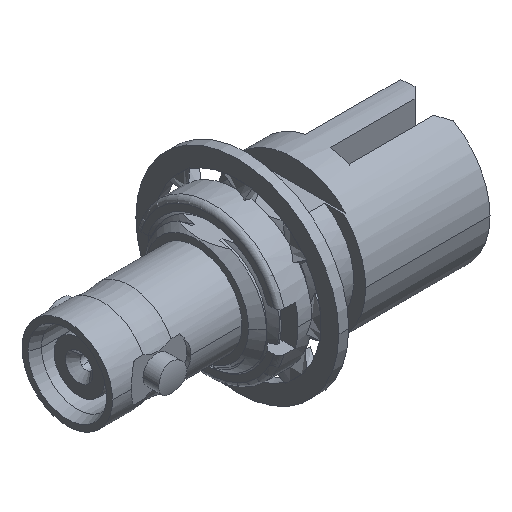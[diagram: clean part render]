
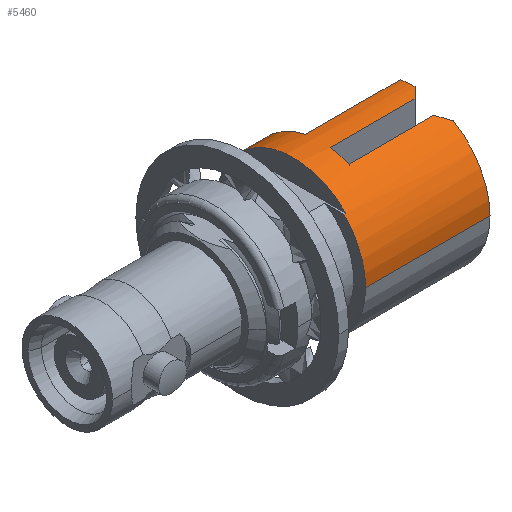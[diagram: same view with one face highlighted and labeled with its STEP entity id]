
A CAD part, isometric view. The second image highlights one B-rep face of the part: STEP entity #5460.
In plain terms, the highlighted cylindrical face has radius 3.75 mm (diameter 7.5 mm), a partial arc.
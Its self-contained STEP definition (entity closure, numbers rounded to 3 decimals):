
#9=CARTESIAN_POINT('',(2.6,0.,0.));
#10=DIRECTION('',(-1.,0.,0.));
#11=DIRECTION('',(0.,-0.708,0.707));
#12=AXIS2_PLACEMENT_3D('',#9,#10,#11);
#14=DIRECTION('',(-1.,0.,0.));
#15=VECTOR('',#14,0.1);
#16=CARTESIAN_POINT('',(2.6,2.653,2.65));
#17=LINE('',#16,#15);
#18=CARTESIAN_POINT('',(2.5,0.,0.));
#19=DIRECTION('',(1.,0.,0.));
#20=DIRECTION('',(0.,1.,0.));
#21=AXIS2_PLACEMENT_3D('',#18,#19,#20);
#23=DIRECTION('',(-1.,0.,0.));
#24=VECTOR('',#23,1.5);
#25=CARTESIAN_POINT('',(4.,3.75,0.));
#26=LINE('',#25,#24);
#27=CARTESIAN_POINT('',(4.,0.,0.));
#28=DIRECTION('',(-1.,0.,0.));
#29=DIRECTION('',(0.,0.205,0.979));
#30=AXIS2_PLACEMENT_3D('',#27,#28,#29);
#32=DIRECTION('',(-1.,0.,0.));
#33=VECTOR('',#32,4.75);
#34=CARTESIAN_POINT('',(8.75,0.77,3.67));
#35=LINE('',#34,#33);
#36=CARTESIAN_POINT('',(8.75,0.,0.));
#37=DIRECTION('',(1.,0.,0.));
#38=DIRECTION('',(0.,0.205,0.979));
#39=AXIS2_PLACEMENT_3D('',#36,#37,#38);
#41=CARTESIAN_POINT('',(8.25,-0.48,3.719));
#42=CARTESIAN_POINT('',(8.416,-0.314,3.741));
#43=CARTESIAN_POINT('',(8.583,-0.147,3.751));
#44=CARTESIAN_POINT('',(8.75,0.02,3.75));
#46=DIRECTION('',(-1.,0.,0.));
#47=VECTOR('',#46,4.25);
#48=CARTESIAN_POINT('',(8.25,-0.48,3.719));
#49=LINE('',#48,#47);
#50=CARTESIAN_POINT('',(4.,0.,0.));
#51=DIRECTION('',(-1.,0.,0.));
#52=DIRECTION('',(0.,-0.379,0.926));
#53=AXIS2_PLACEMENT_3D('',#50,#51,#52);
#55=DIRECTION('',(-1.,0.,0.));
#56=VECTOR('',#55,4.25);
#57=CARTESIAN_POINT('',(8.25,-1.42,3.471));
#58=LINE('',#57,#56);
#59=CARTESIAN_POINT('',(8.75,-1.92,3.221));
#60=CARTESIAN_POINT('',(8.587,-1.757,3.318));
#61=CARTESIAN_POINT('',(8.42,-1.59,3.401));
#62=CARTESIAN_POINT('',(8.25,-1.42,3.471));
#64=CARTESIAN_POINT('',(8.75,0.,0.));
#65=DIRECTION('',(1.,0.,0.));
#66=DIRECTION('',(0.,-0.512,0.859));
#67=AXIS2_PLACEMENT_3D('',#64,#65,#66);
#69=DIRECTION('',(-1.,0.,0.));
#70=VECTOR('',#69,6.25);
#71=CARTESIAN_POINT('',(8.75,-3.75,0.));
#72=LINE('',#71,#70);
#73=CARTESIAN_POINT('',(2.5,0.,0.));
#74=DIRECTION('',(1.,0.,0.));
#75=DIRECTION('',(0.,-0.708,0.707));
#76=AXIS2_PLACEMENT_3D('',#73,#74,#75);
#78=DIRECTION('',(-1.,0.,0.));
#79=VECTOR('',#78,0.1);
#80=CARTESIAN_POINT('',(2.6,-2.653,2.65));
#81=LINE('',#80,#79);
#4700=CARTESIAN_POINT('',(4.,3.75,0.));
#4702=VERTEX_POINT('',#4700);
#4706=CARTESIAN_POINT('',(4.,0.77,3.67));
#4707=VERTEX_POINT('',#4706);
#4708=CARTESIAN_POINT('',(8.75,0.77,3.67));
#4709=VERTEX_POINT('',#4708);
#4730=CARTESIAN_POINT('',(2.5,-3.75,0.));
#4731=CARTESIAN_POINT('',(2.5,3.75,0.));
#4732=VERTEX_POINT('',#4730);
#4733=VERTEX_POINT('',#4731);
#4734=CARTESIAN_POINT('',(8.75,-3.75,0.));
#4735=VERTEX_POINT('',#4734);
#4820=CARTESIAN_POINT('',(4.,-1.42,3.471));
#4821=CARTESIAN_POINT('',(4.,-0.48,3.719));
#4822=VERTEX_POINT('',#4820);
#4823=VERTEX_POINT('',#4821);
#4826=CARTESIAN_POINT('',(8.25,-0.48,3.719));
#4827=VERTEX_POINT('',#4826);
#4828=VERTEX_POINT('',#44);
#4835=VERTEX_POINT('',#59);
#4836=VERTEX_POINT('',#62);
#4885=CARTESIAN_POINT('',(2.6,-2.653,2.65));
#4886=CARTESIAN_POINT('',(2.6,2.653,2.65));
#4887=VERTEX_POINT('',#4885);
#4888=VERTEX_POINT('',#4886);
#4889=CARTESIAN_POINT('',(2.5,-2.653,2.65));
#4890=VERTEX_POINT('',#4889);
#4891=CARTESIAN_POINT('',(2.5,2.653,2.65));
#4892=VERTEX_POINT('',#4891);
#5423=CARTESIAN_POINT('',(0.,0.,0.));
#5424=DIRECTION('',(-1.,0.,0.));
#5425=DIRECTION('',(0.,1.,0.));
#5426=AXIS2_PLACEMENT_3D('',#5423,#5424,#5425);
#5427=CYLINDRICAL_SURFACE('',#5426,3.75);
#5429=ORIENTED_EDGE('',*,*,#5428,.T.);
#5431=ORIENTED_EDGE('',*,*,#5430,.T.);
#5433=ORIENTED_EDGE('',*,*,#5432,.F.);
#5435=ORIENTED_EDGE('',*,*,#5434,.F.);
#5437=ORIENTED_EDGE('',*,*,#5436,.F.);
#5439=ORIENTED_EDGE('',*,*,#5438,.F.);
#5441=ORIENTED_EDGE('',*,*,#5440,.T.);
#5443=ORIENTED_EDGE('',*,*,#5442,.F.);
#5445=ORIENTED_EDGE('',*,*,#5444,.T.);
#5447=ORIENTED_EDGE('',*,*,#5446,.F.);
#5449=ORIENTED_EDGE('',*,*,#5448,.F.);
#5450=ORIENTED_EDGE('',*,*,#5413,.F.);
#5451=ORIENTED_EDGE('',*,*,#5403,.T.);
#5453=ORIENTED_EDGE('',*,*,#5452,.T.);
#5455=ORIENTED_EDGE('',*,*,#5454,.F.);
#5457=ORIENTED_EDGE('',*,*,#5456,.F.);
#5458=EDGE_LOOP('',(#5429,#5431,#5433,#5435,#5437,#5439,#5441,#5443,#5445,#5447,
#5449,#5450,#5451,#5453,#5455,#5457));
#5459=FACE_OUTER_BOUND('',#5458,.F.);
#5460=ADVANCED_FACE('',(#5459),#5427,.T.);
#13=CIRCLE('',#12,3.75);
#22=CIRCLE('',#21,3.75);
#31=CIRCLE('',#30,3.75);
#40=CIRCLE('',#39,3.75);
#45=B_SPLINE_CURVE_WITH_KNOTS('',3,(#41,#42,#43,#44),.UNSPECIFIED.,.F.,.F.,(4,
4),(0.,1.),.UNSPECIFIED.);
#54=CIRCLE('',#53,3.75);
#63=B_SPLINE_CURVE_WITH_KNOTS('',3,(#59,#60,#61,#62),.UNSPECIFIED.,.F.,.F.,(4,
4),(0.,1.),.UNSPECIFIED.);
#68=CIRCLE('',#67,3.75);
#77=CIRCLE('',#76,3.75);
#5403=EDGE_CURVE('',#4835,#4735,#68,.T.);
#5413=EDGE_CURVE('',#4835,#4836,#63,.T.);
#5428=EDGE_CURVE('',#4887,#4888,#13,.T.);
#5430=EDGE_CURVE('',#4888,#4892,#17,.T.);
#5432=EDGE_CURVE('',#4733,#4892,#22,.T.);
#5434=EDGE_CURVE('',#4702,#4733,#26,.T.);
#5436=EDGE_CURVE('',#4707,#4702,#31,.T.);
#5438=EDGE_CURVE('',#4709,#4707,#35,.T.);
#5440=EDGE_CURVE('',#4709,#4828,#40,.T.);
#5442=EDGE_CURVE('',#4827,#4828,#45,.T.);
#5444=EDGE_CURVE('',#4827,#4823,#49,.T.);
#5446=EDGE_CURVE('',#4822,#4823,#54,.T.);
#5448=EDGE_CURVE('',#4836,#4822,#58,.T.);
#5452=EDGE_CURVE('',#4735,#4732,#72,.T.);
#5454=EDGE_CURVE('',#4890,#4732,#77,.T.);
#5456=EDGE_CURVE('',#4887,#4890,#81,.T.);
